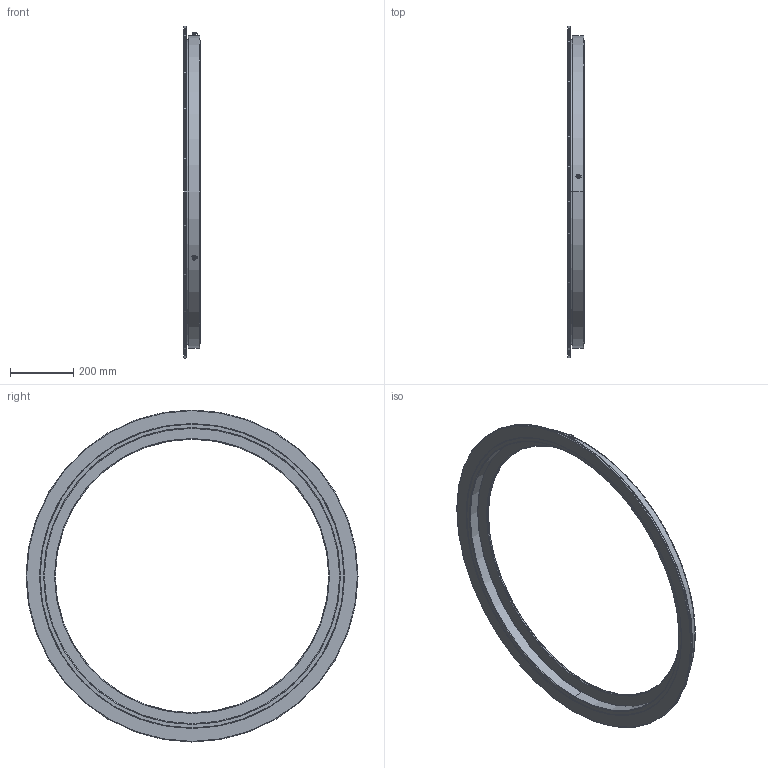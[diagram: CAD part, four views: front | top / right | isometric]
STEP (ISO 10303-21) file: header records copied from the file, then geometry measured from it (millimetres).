
FILE_DESCRIPTION (( 'STEP AP214' ), '1' );
FILE_NAME ('0010105_1050N.step', '2018-03-27T11:28:20', ( 'Windows-Benutzer' ), ( '' ), 'SwSTEP 2.0', 'SolidWorks 2018', '' );
FILE_SCHEMA (( 'AUTOMOTIVE_DESIGN' ));
Length unit declared in the file: millimetre
Products named in the file (5): 1050N_Teil1; 1050N_Teil2; JS-1101-021; 0010105_1050N; NT-0004300
Assembly tree (8 placements, depth 2):
  0010105_1050N
    1050N_Teil1
    1050N_Teil2
    NT-0004300  x3
    JS-1101-021  x3
Bounding box: 52.2 x 1050 x 1050 mm (x, y, z)
Volume: 4576332.6 mm3; surface area: 1183738.2 mm2
Topology: 8 solids, 8 shells, 263 faces, 659 edges, 428 vertices
Faces by surface type: cone 74, plane 65, cylinder 64, bspline 44, torus 16
Entity records: 5991 total; most frequent: CARTESIAN_POINT 2739, DIRECTION 677, ORIENTED_EDGE 634, EDGE_CURVE 317, AXIS2_PLACEMENT_3D 298, VERTEX_POINT 204, CIRCLE 186, EDGE_LOOP 145
